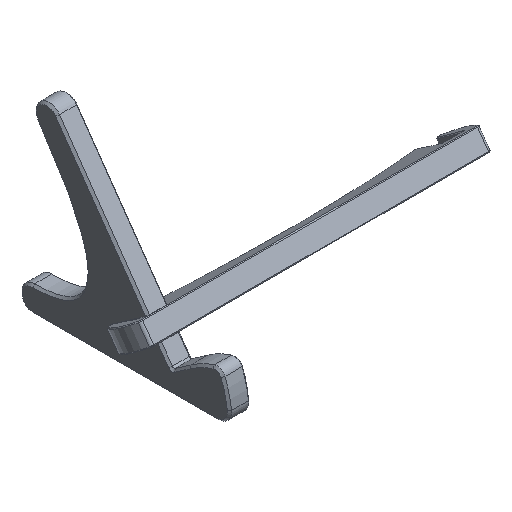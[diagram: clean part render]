
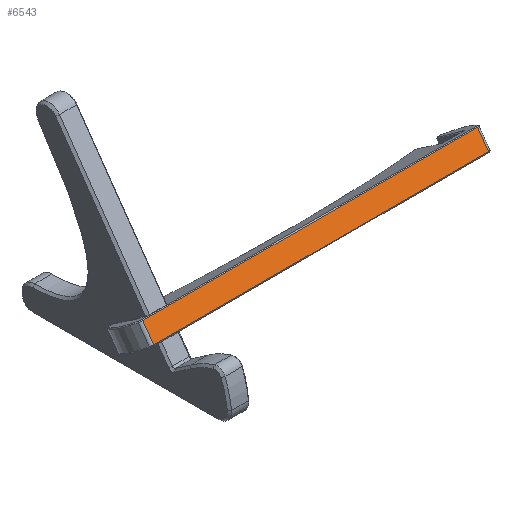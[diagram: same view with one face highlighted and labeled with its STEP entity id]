
A CAD part, isometric view. The second image highlights one B-rep face of the part: STEP entity #6543.
In plain terms, the highlighted planar face has unit normal (0, -0.819, 0.574).
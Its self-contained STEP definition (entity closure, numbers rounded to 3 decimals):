
#4338 = PLANE('',#4339);
#4339 = AXIS2_PLACEMENT_3D('',#4340,#4341,#4342);
#4340 = CARTESIAN_POINT('',(-2.412,33.712,
    18.155));
#4341 = DIRECTION('',(0.,0.985,0.174));
#4342 = DIRECTION('',(-1.,0.,0.));
#4983 = VERTEX_POINT('',#4984);
#4984 = CARTESIAN_POINT('',(155.734,33.663,
    18.433));
#5020 = CYLINDRICAL_SURFACE('',#5021,1.5);
#5021 = AXIS2_PLACEMENT_3D('',#5022,#5023,#5024);
#5022 = CARTESIAN_POINT('',(155.734,34.662,
    17.245));
#5023 = DIRECTION('',(0.,0.574,0.819));
#5024 = DIRECTION('',(0.,-0.819,0.574));
#5087 = VERTEX_POINT('',#5088);
#5088 = CARTESIAN_POINT('',(-2.412,33.663,
    18.433));
#5110 = EDGE_CURVE('',#5087,#4983,#5111,.T.);
#5111 = SURFACE_CURVE('',#5112,(#5116,#5123),.PCURVE_S1.);
#5112 = LINE('',#5113,#5114);
#5113 = CARTESIAN_POINT('',(-2.412,33.663,
    18.433));
#5114 = VECTOR('',#5115,1.);
#5115 = DIRECTION('',(1.,0.,0.));
#5116 = PCURVE('',#4338,#5117);
#5117 = DEFINITIONAL_REPRESENTATION('',(#5118),#5122);
#5118 = LINE('',#5119,#5120);
#5119 = CARTESIAN_POINT('',(0.,0.283));
#5120 = VECTOR('',#5121,1.);
#5121 = DIRECTION('',(-1.,0.));
#5122 = ( GEOMETRIC_REPRESENTATION_CONTEXT(2) 
PARAMETRIC_REPRESENTATION_CONTEXT() REPRESENTATION_CONTEXT('2D SPACE',''
  ) );
#5123 = PCURVE('',#5124,#5129);
#5124 = PLANE('',#5125);
#5125 = AXIS2_PLACEMENT_3D('',#5126,#5127,#5128);
#5126 = CARTESIAN_POINT('',(156.661,33.434,
    18.105));
#5127 = DIRECTION('',(0.,-0.819,0.574));
#5128 = DIRECTION('',(-1.,0.,0.));
#5129 = DEFINITIONAL_REPRESENTATION('',(#5130),#5134);
#5130 = LINE('',#5131,#5132);
#5131 = CARTESIAN_POINT('',(159.073,-0.4));
#5132 = VECTOR('',#5133,1.);
#5133 = DIRECTION('',(-1.,0.));
#5134 = ( GEOMETRIC_REPRESENTATION_CONTEXT(2) 
PARAMETRIC_REPRESENTATION_CONTEXT() REPRESENTATION_CONTEXT('2D SPACE',''
  ) );
#5229 = CYLINDRICAL_SURFACE('',#5230,1.5);
#5230 = AXIS2_PLACEMENT_3D('',#5231,#5232,#5233);
#5231 = CARTESIAN_POINT('',(-2.412,34.662,
    17.245));
#5232 = DIRECTION('',(0.,0.574,0.819));
#5233 = DIRECTION('',(-0.905,-0.348,0.244));
#6443 = EDGE_CURVE('',#4983,#6444,#6446,.T.);
#6444 = VERTEX_POINT('',#6445);
#6445 = CARTESIAN_POINT('',(155.734,38.825,
    25.806));
#6446 = SURFACE_CURVE('',#6447,(#6451,#6457),.PCURVE_S1.);
#6447 = LINE('',#6448,#6449);
#6448 = CARTESIAN_POINT('',(155.734,33.434,
    18.105));
#6449 = VECTOR('',#6450,1.);
#6450 = DIRECTION('',(0.,0.574,0.819));
#6451 = PCURVE('',#5020,#6452);
#6452 = DEFINITIONAL_REPRESENTATION('',(#6453),#6456);
#6453 = B_SPLINE_CURVE_WITH_KNOTS('',1,(#6454,#6455),.UNSPECIFIED.,.F.,
  .F.,(2,2),(0.4,9.4),.PIECEWISE_BEZIER_KNOTS.);
#6454 = CARTESIAN_POINT('',(0.,0.4));
#6455 = CARTESIAN_POINT('',(0.,9.4));
#6456 = ( GEOMETRIC_REPRESENTATION_CONTEXT(2) 
PARAMETRIC_REPRESENTATION_CONTEXT() REPRESENTATION_CONTEXT('2D SPACE',''
  ) );
#6457 = PCURVE('',#5124,#6458);
#6458 = DEFINITIONAL_REPRESENTATION('',(#6459),#6463);
#6459 = LINE('',#6460,#6461);
#6460 = CARTESIAN_POINT('',(0.927,0.));
#6461 = VECTOR('',#6462,1.);
#6462 = DIRECTION('',(0.,-1.));
#6463 = ( GEOMETRIC_REPRESENTATION_CONTEXT(2) 
PARAMETRIC_REPRESENTATION_CONTEXT() REPRESENTATION_CONTEXT('2D SPACE',''
  ) );
#6543 = ADVANCED_FACE('',(#6544),#5124,.T.);
#6544 = FACE_BOUND('',#6545,.T.);
#6545 = EDGE_LOOP('',(#6546,#6547,#6575,#6595));
#6546 = ORIENTED_EDGE('',*,*,#6443,.T.);
#6547 = ORIENTED_EDGE('',*,*,#6548,.F.);
#6548 = EDGE_CURVE('',#6549,#6444,#6551,.T.);
#6549 = VERTEX_POINT('',#6550);
#6550 = CARTESIAN_POINT('',(-2.412,38.825,
    25.806));
#6551 = SURFACE_CURVE('',#6552,(#6556,#6563),.PCURVE_S1.);
#6552 = LINE('',#6553,#6554);
#6553 = CARTESIAN_POINT('',(-2.412,38.825,
    25.806));
#6554 = VECTOR('',#6555,1.);
#6555 = DIRECTION('',(1.,0.,0.));
#6556 = PCURVE('',#5124,#6557);
#6557 = DEFINITIONAL_REPRESENTATION('',(#6558),#6562);
#6558 = LINE('',#6559,#6560);
#6559 = CARTESIAN_POINT('',(159.073,-9.4));
#6560 = VECTOR('',#6561,1.);
#6561 = DIRECTION('',(-1.,0.));
#6562 = ( GEOMETRIC_REPRESENTATION_CONTEXT(2) 
PARAMETRIC_REPRESENTATION_CONTEXT() REPRESENTATION_CONTEXT('2D SPACE',''
  ) );
#6563 = PCURVE('',#6564,#6569);
#6564 = PLANE('',#6565);
#6565 = AXIS2_PLACEMENT_3D('',#6566,#6567,#6568);
#6566 = CARTESIAN_POINT('',(-2.412,39.104,
    25.855));
#6567 = DIRECTION('',(0.,-0.174,0.985));
#6568 = DIRECTION('',(1.,0.,0.));
#6569 = DEFINITIONAL_REPRESENTATION('',(#6570),#6574);
#6570 = LINE('',#6571,#6572);
#6571 = CARTESIAN_POINT('',(0.,-0.283));
#6572 = VECTOR('',#6573,1.);
#6573 = DIRECTION('',(1.,0.));
#6574 = ( GEOMETRIC_REPRESENTATION_CONTEXT(2) 
PARAMETRIC_REPRESENTATION_CONTEXT() REPRESENTATION_CONTEXT('2D SPACE',''
  ) );
#6575 = ORIENTED_EDGE('',*,*,#6576,.F.);
#6576 = EDGE_CURVE('',#5087,#6549,#6577,.T.);
#6577 = SURFACE_CURVE('',#6578,(#6582,#6589),.PCURVE_S1.);
#6578 = LINE('',#6579,#6580);
#6579 = CARTESIAN_POINT('',(-2.412,33.434,
    18.105));
#6580 = VECTOR('',#6581,1.);
#6581 = DIRECTION('',(0.,0.574,0.819));
#6582 = PCURVE('',#5124,#6583);
#6583 = DEFINITIONAL_REPRESENTATION('',(#6584),#6588);
#6584 = LINE('',#6585,#6586);
#6585 = CARTESIAN_POINT('',(159.073,0.));
#6586 = VECTOR('',#6587,1.);
#6587 = DIRECTION('',(0.,-1.));
#6588 = ( GEOMETRIC_REPRESENTATION_CONTEXT(2) 
PARAMETRIC_REPRESENTATION_CONTEXT() REPRESENTATION_CONTEXT('2D SPACE',''
  ) );
#6589 = PCURVE('',#5229,#6590);
#6590 = DEFINITIONAL_REPRESENTATION('',(#6591),#6594);
#6591 = B_SPLINE_CURVE_WITH_KNOTS('',1,(#6592,#6593),.UNSPECIFIED.,.F.,
  .F.,(2,2),(0.4,9.4),.PIECEWISE_BEZIER_KNOTS.);
#6592 = CARTESIAN_POINT('',(1.132,0.4));
#6593 = CARTESIAN_POINT('',(1.132,9.4));
#6594 = ( GEOMETRIC_REPRESENTATION_CONTEXT(2) 
PARAMETRIC_REPRESENTATION_CONTEXT() REPRESENTATION_CONTEXT('2D SPACE',''
  ) );
#6595 = ORIENTED_EDGE('',*,*,#5110,.T.);
